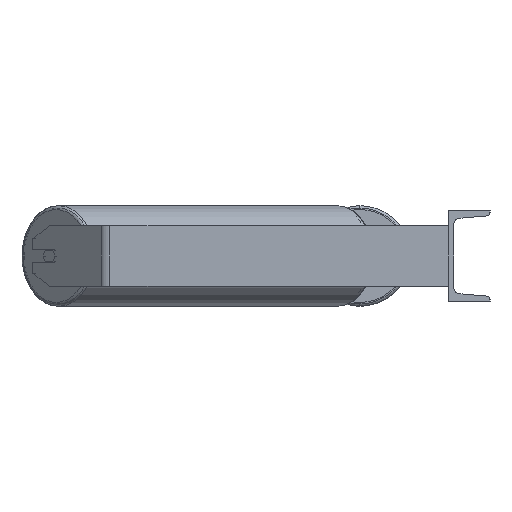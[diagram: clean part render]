
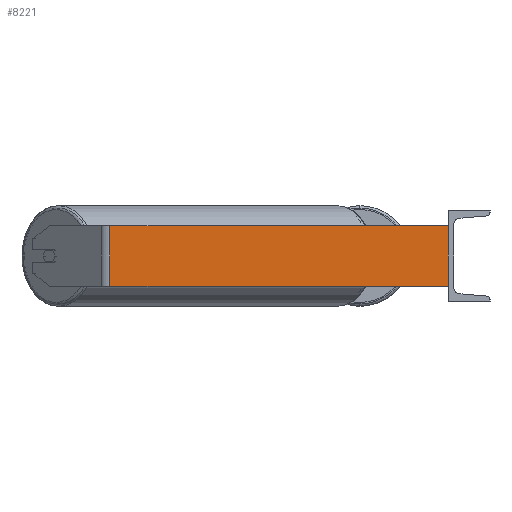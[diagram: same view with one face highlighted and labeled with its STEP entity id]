
A CAD part, left-side view. The second image highlights one B-rep face of the part: STEP entity #8221.
In plain terms, the highlighted planar face has unit normal (-1, 0, 0).
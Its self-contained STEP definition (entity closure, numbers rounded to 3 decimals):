
#303 = DIRECTION ( 'NONE',  ( 1., 0., 0. ) ) ;
#768 = VECTOR ( 'NONE', #2986, 1000. ) ;
#998 = CARTESIAN_POINT ( 'NONE',  ( -785., 454.202, 40. ) ) ;
#1105 = CARTESIAN_POINT ( 'NONE',  ( -785., 447.575, -40. ) ) ;
#1225 = VERTEX_POINT ( 'NONE', #6217 ) ;
#1676 = EDGE_CURVE ( 'NONE', #1852, #5066, #3651, .T. ) ;
#1852 = VERTEX_POINT ( 'NONE', #1105 ) ;
#2156 = LINE ( 'NONE', #7692, #8712 ) ;
#2588 = DIRECTION ( 'NONE',  ( 0., 0., -1. ) ) ;
#2633 = EDGE_CURVE ( 'NONE', #4631, #1852, #3776, .T. ) ;
#2829 = LINE ( 'NONE', #6353, #5167 ) ;
#2977 = DIRECTION ( 'NONE',  ( 0., 1., 0. ) ) ;
#2986 = DIRECTION ( 'NONE',  ( 0., -1., 0. ) ) ;
#3301 = CARTESIAN_POINT ( 'NONE',  ( -785., 447.575, 40. ) ) ;
#3377 = ORIENTED_EDGE ( 'NONE', *, *, #7393, .F. ) ;
#3651 = LINE ( 'NONE', #6473, #768 ) ;
#3775 = EDGE_CURVE ( 'NONE', #4631, #1225, #2156, .T. ) ;
#3776 = LINE ( 'NONE', #8696, #7154 ) ;
#4247 = EDGE_LOOP ( 'NONE', ( #7973, #3377, #8219, #6452 ) ) ;
#4631 = VERTEX_POINT ( 'NONE', #3301 ) ;
#4889 = AXIS2_PLACEMENT_3D ( 'NONE', #998, #303, #2977 ) ;
#4958 = DIRECTION ( 'NONE',  ( 0., -1., 0. ) ) ;
#5066 = VERTEX_POINT ( 'NONE', #7792 ) ;
#5167 = VECTOR ( 'NONE', #5644, 1000. ) ;
#5644 = DIRECTION ( 'NONE',  ( 0., 0., -1. ) ) ;
#6217 = CARTESIAN_POINT ( 'NONE',  ( -785., 0., 40. ) ) ;
#6353 = CARTESIAN_POINT ( 'NONE',  ( -785., 0., 40. ) ) ;
#6452 = ORIENTED_EDGE ( 'NONE', *, *, #2633, .T. ) ;
#6473 = CARTESIAN_POINT ( 'NONE',  ( -785., 454.202, -40. ) ) ;
#7154 = VECTOR ( 'NONE', #2588, 1000. ) ;
#7256 = PLANE ( 'NONE',  #4889 ) ;
#7393 = EDGE_CURVE ( 'NONE', #1225, #5066, #2829, .T. ) ;
#7692 = CARTESIAN_POINT ( 'NONE',  ( -785., 454.202, 40. ) ) ;
#7792 = CARTESIAN_POINT ( 'NONE',  ( -785., 0., -40. ) ) ;
#7973 = ORIENTED_EDGE ( 'NONE', *, *, #1676, .T. ) ;
#8219 = ORIENTED_EDGE ( 'NONE', *, *, #3775, .F. ) ;
#8221 = ADVANCED_FACE ( 'NONE', ( #8658 ), #7256, .F. ) ;
#8658 = FACE_OUTER_BOUND ( 'NONE', #4247, .T. ) ;
#8696 = CARTESIAN_POINT ( 'NONE',  ( -785., 447.575, 40. ) ) ;
#8712 = VECTOR ( 'NONE', #4958, 1000. ) ;
